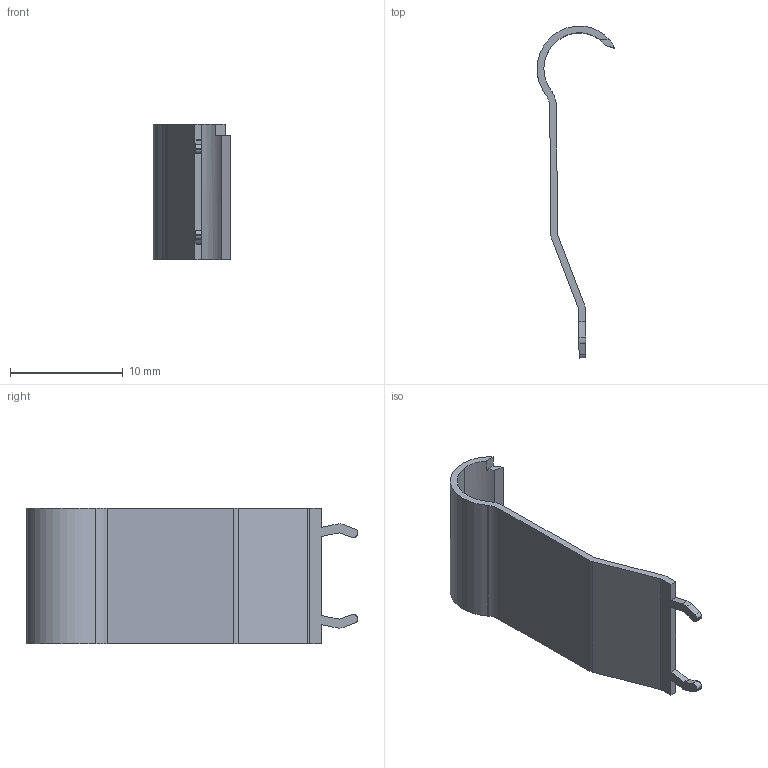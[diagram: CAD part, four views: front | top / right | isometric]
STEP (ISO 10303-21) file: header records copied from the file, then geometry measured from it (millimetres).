
FILE_DESCRIPTION((''),'2;1');
FILE_NAME('30010169','2022-12-15T13:20:19',('SYSTEM'),(''),'CREO PARAMETRIC BY PTC INC, 2021184','CREO PARAMETRIC BY PTC INC, 2021184','');
FILE_SCHEMA(('CONFIG_CONTROL_DESIGN'));
Length unit declared in the file: millimetre
Products named in the file (1): 30010169
Bounding box: 6.88 x 29.37 x 12 mm (x, y, z)
Volume: 231.4 mm3; surface area: 834.4 mm2
Topology: 1 solids, 1 shells, 48 faces, 132 edges, 86 vertices
Faces by surface type: plane 24, cylinder 16, extrusion 8
Entity records: 1626 total; most frequent: CARTESIAN_POINT 364, ORIENTED_EDGE 264, DIRECTION 238, EDGE_CURVE 132, VECTOR 90, VERTEX_POINT 86, LINE 82, AXIS2_PLACEMENT_3D 74
